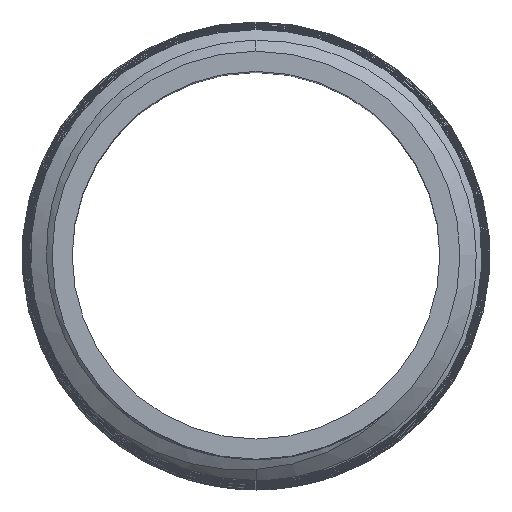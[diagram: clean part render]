
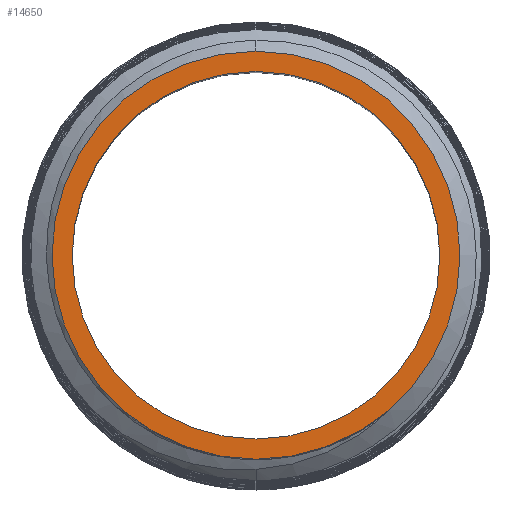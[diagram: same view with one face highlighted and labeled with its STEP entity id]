
A CAD part, top view. The second image highlights one B-rep face of the part: STEP entity #14650.
In plain terms, the highlighted planar face has unit normal (0, 0, 1).
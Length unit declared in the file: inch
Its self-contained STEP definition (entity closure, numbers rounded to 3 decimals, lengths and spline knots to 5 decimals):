
#156 = AXIS2_PLACEMENT_3D ( 'NONE', #16731, #15289, #7765 ) ;
#2275 = AXIS2_PLACEMENT_3D ( 'NONE', #5674, #11702, #2847 ) ;
#2372 = EDGE_LOOP ( 'NONE', ( #13632, #6099 ) ) ;
#2847 = DIRECTION ( 'NONE',  ( 0., 1., 0. ) ) ;
#4393 = CARTESIAN_POINT ( 'NONE',  ( 0., 0., 0.6875 ) ) ;
#5557 = EDGE_CURVE ( 'NONE', #6117, #13462, #15065, .T. ) ;
#5674 = CARTESIAN_POINT ( 'NONE',  ( 0., 0., 0.6875 ) ) ;
#6099 = ORIENTED_EDGE ( 'NONE', *, *, #9806, .T. ) ;
#6117 = VERTEX_POINT ( 'NONE', #10541 ) ;
#6740 = CARTESIAN_POINT ( 'NONE',  ( 0., 0., 0.6875 ) ) ;
#6881 = FACE_OUTER_BOUND ( 'NONE', #17577, .T. ) ;
#6900 = EDGE_CURVE ( 'NONE', #12254, #12893, #17876, .T. ) ;
#7165 = CARTESIAN_POINT ( 'NONE',  ( 0., -0.4572, 0.6875 ) ) ;
#7414 = DIRECTION ( 'NONE',  ( 0., 0., -1. ) ) ;
#7765 = DIRECTION ( 'NONE',  ( 0., -1., 0. ) ) ;
#7898 = PLANE ( 'NONE',  #156 ) ;
#8064 = DIRECTION ( 'NONE',  ( 0., 0., -1. ) ) ;
#8222 = DIRECTION ( 'NONE',  ( 0., 0., -1. ) ) ;
#8542 = EDGE_CURVE ( 'NONE', #13462, #6117, #10374, .T. ) ;
#8927 = DIRECTION ( 'NONE',  ( 0., 1., 0. ) ) ;
#9188 = ORIENTED_EDGE ( 'NONE', *, *, #8542, .F. ) ;
#9806 = EDGE_CURVE ( 'NONE', #12893, #12254, #12952, .T. ) ;
#10004 = CARTESIAN_POINT ( 'NONE',  ( 0., 0.412, 0.6875 ) ) ;
#10374 = CIRCLE ( 'NONE', #19358, 0.4572 ) ;
#10541 = CARTESIAN_POINT ( 'NONE',  ( 0., 0.4572, 0.6875 ) ) ;
#11048 = ORIENTED_EDGE ( 'NONE', *, *, #5557, .F. ) ;
#11115 = CARTESIAN_POINT ( 'NONE',  ( 0., 0., 0.6875 ) ) ;
#11203 = DIRECTION ( 'NONE',  ( 0., 1., 0. ) ) ;
#11326 = AXIS2_PLACEMENT_3D ( 'NONE', #6740, #8064, #11203 ) ;
#11702 = DIRECTION ( 'NONE',  ( 0., 0., -1. ) ) ;
#12254 = VERTEX_POINT ( 'NONE', #10004 ) ;
#12335 = CARTESIAN_POINT ( 'NONE',  ( 0., -0.412, 0.6875 ) ) ;
#12893 = VERTEX_POINT ( 'NONE', #12335 ) ;
#12952 = CIRCLE ( 'NONE', #11326, 0.412 ) ;
#13462 = VERTEX_POINT ( 'NONE', #7165 ) ;
#13632 = ORIENTED_EDGE ( 'NONE', *, *, #6900, .T. ) ;
#13993 = DIRECTION ( 'NONE',  ( 0., 1., 0. ) ) ;
#14650 = ADVANCED_FACE ( 'NONE', ( #15076, #6881 ), #7898, .T. ) ;
#15065 = CIRCLE ( 'NONE', #16335, 0.4572 ) ;
#15076 = FACE_BOUND ( 'NONE', #2372, .T. ) ;
#15289 = DIRECTION ( 'NONE',  ( 0., 0., 1. ) ) ;
#16335 = AXIS2_PLACEMENT_3D ( 'NONE', #11115, #8222, #13993 ) ;
#16731 = CARTESIAN_POINT ( 'NONE',  ( 0., 0.412, 0.6875 ) ) ;
#17577 = EDGE_LOOP ( 'NONE', ( #11048, #9188 ) ) ;
#17876 = CIRCLE ( 'NONE', #2275, 0.412 ) ;
#19358 = AXIS2_PLACEMENT_3D ( 'NONE', #4393, #7414, #8927 ) ;
